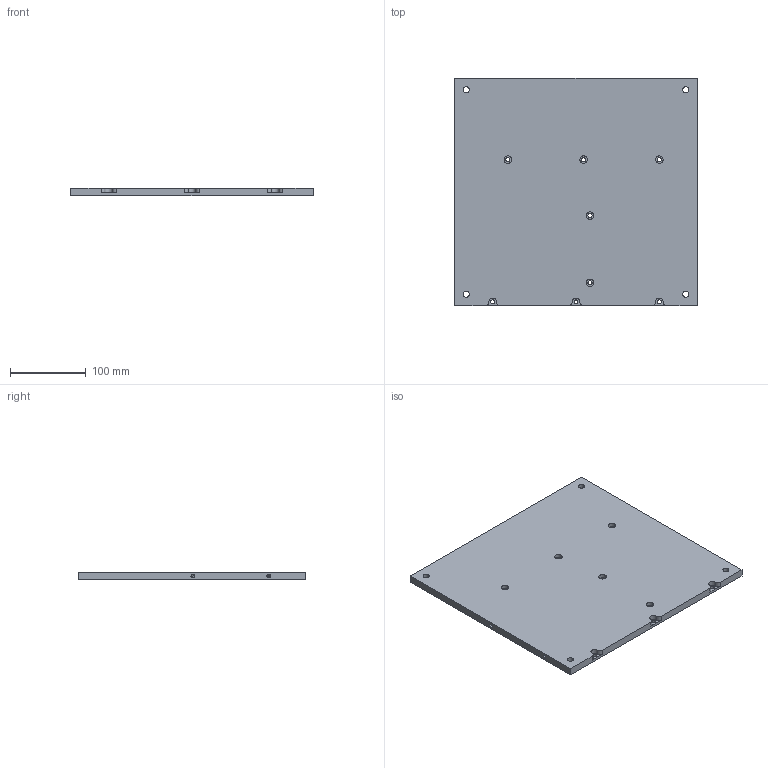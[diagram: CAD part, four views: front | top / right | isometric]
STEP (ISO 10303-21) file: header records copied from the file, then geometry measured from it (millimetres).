
FILE_DESCRIPTION (( 'STEP AP203' ), '1' );
FILE_NAME ('20-019373--BOTTOM PLATE--Rev_A.step', '2022-06-14T14:54:56', ( '' ), ( '' ), 'SwSTEP 2.0', 'SolidWorks 2021', '' );
FILE_SCHEMA (( 'CONFIG_CONTROL_DESIGN' ));
Length unit declared in the file: millimetre
Products named in the file (1): 20-019373--BOTTOM PLATE--Rev_A
Bounding box: 320 x 300 x 10 mm (x, y, z)
Volume: 951853.4 mm3; surface area: 207752.1 mm2
Topology: 1 solids, 1 shells, 169 faces, 406 edges, 244 vertices
Faces by surface type: cylinder 107, cone 32, plane 30
Entity records: 4879 total; most frequent: DIRECTION 928, CARTESIAN_POINT 788, ORIENTED_EDGE 748, AXIS2_PLACEMENT_3D 384, EDGE_CURVE 374, VERTEX_POINT 244, EDGE_LOOP 230, CIRCLE 214
